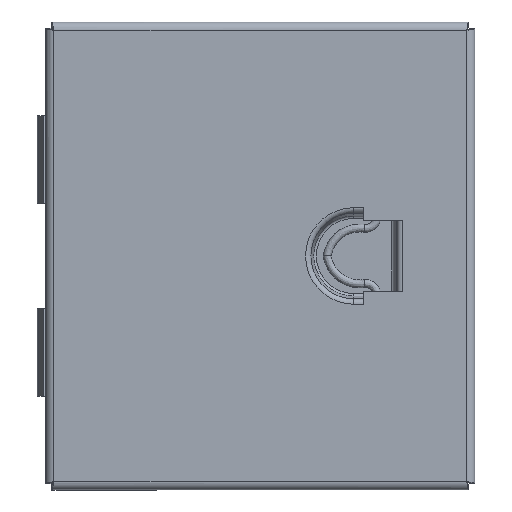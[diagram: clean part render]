
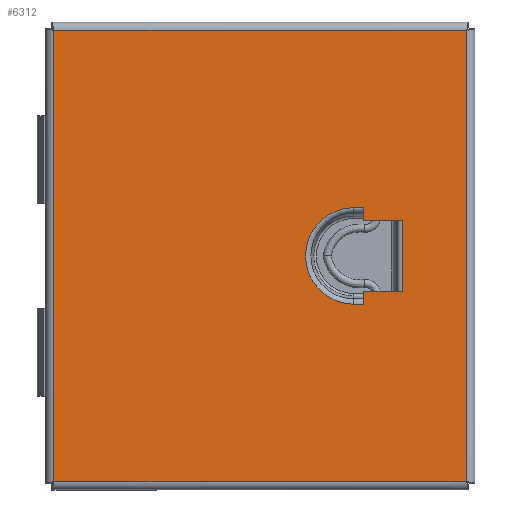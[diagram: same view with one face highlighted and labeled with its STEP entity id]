
A CAD part, top view. The second image highlights one B-rep face of the part: STEP entity #6312.
In plain terms, the highlighted planar face has unit normal (0, 0, 1).
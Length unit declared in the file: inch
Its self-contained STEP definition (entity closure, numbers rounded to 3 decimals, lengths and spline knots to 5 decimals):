
#123=FACE_BOUND($,#1150,.T.);
#124=FACE_BOUND($,#1151,.T.);
#360=PLANE($,#6807);
#1150=EDGE_LOOP($,(#5466,#5467,#5468,#5469,#5470,#5471,#5472,#5473));
#1151=EDGE_LOOP($,(#5474,#5475,#5476,#5477));
#1682=LINE($,#10184,#2283);
#1686=LINE($,#10195,#2287);
#1687=LINE($,#10204,#2288);
#1690=LINE($,#10210,#2291);
#1691=LINE($,#10212,#2292);
#1693=LINE($,#10216,#2294);
#1697=LINE($,#10222,#2298);
#1705=LINE($,#10249,#2306);
#1720=LINE($,#10348,#2321);
#1734=LINE($,#10446,#2335);
#1748=LINE($,#10543,#2349);
#2283=VECTOR($,#8219,0.8125);
#2287=VECTOR($,#8229,0.115);
#2288=VECTOR($,#8242,0.115);
#2291=VECTOR($,#8247,0.14171);
#2292=VECTOR($,#8250,0.43296);
#2294=VECTOR($,#8254,0.14171);
#2298=VECTOR($,#8260,0.43296);
#2306=VECTOR($,#8276,5.125);
#2321=VECTOR($,#8305,4.6875);
#2335=VECTOR($,#8333,5.125);
#2349=VECTOR($,#8361,4.6875);
#2496=CIRCLE($,#6769,0.54796);
#2916=VERTEX_POINT($,#10177);
#2919=VERTEX_POINT($,#10182);
#2922=VERTEX_POINT($,#10192);
#2923=VERTEX_POINT($,#10194);
#2924=VERTEX_POINT($,#10198);
#2925=VERTEX_POINT($,#10202);
#2927=VERTEX_POINT($,#10208);
#2928=VERTEX_POINT($,#10215);
#2936=VERTEX_POINT($,#10240);
#2937=VERTEX_POINT($,#10248);
#2946=VERTEX_POINT($,#10340);
#2955=VERTEX_POINT($,#10438);
#3663=EDGE_CURVE($,#2919,#2916,#1682,.T.);
#3668=EDGE_CURVE($,#2922,#2923,#1686,.T.);
#3671=EDGE_CURVE($,#2924,#2922,#2496,.T.);
#3673=EDGE_CURVE($,#2925,#2924,#1687,.T.);
#3676=EDGE_CURVE($,#2925,#2927,#1690,.T.);
#3677=EDGE_CURVE($,#2916,#2927,#1691,.T.);
#3679=EDGE_CURVE($,#2923,#2928,#1693,.T.);
#3683=EDGE_CURVE($,#2919,#2928,#1697,.T.);
#3692=EDGE_CURVE($,#2936,#2937,#1705,.T.);
#3711=EDGE_CURVE($,#2946,#2936,#1720,.T.);
#3729=EDGE_CURVE($,#2955,#2946,#1734,.T.);
#3747=EDGE_CURVE($,#2937,#2955,#1748,.T.);
#5466=ORIENTED_EDGE($,*,*,#3683,.T.);
#5467=ORIENTED_EDGE($,*,*,#3679,.F.);
#5468=ORIENTED_EDGE($,*,*,#3668,.F.);
#5469=ORIENTED_EDGE($,*,*,#3671,.F.);
#5470=ORIENTED_EDGE($,*,*,#3673,.F.);
#5471=ORIENTED_EDGE($,*,*,#3676,.T.);
#5472=ORIENTED_EDGE($,*,*,#3677,.F.);
#5473=ORIENTED_EDGE($,*,*,#3663,.F.);
#5474=ORIENTED_EDGE($,*,*,#3729,.F.);
#5475=ORIENTED_EDGE($,*,*,#3747,.F.);
#5476=ORIENTED_EDGE($,*,*,#3692,.F.);
#5477=ORIENTED_EDGE($,*,*,#3711,.F.);
#6312=ADVANCED_FACE($,(#123,#124),#360,.T.);
#6769=AXIS2_PLACEMENT_3D($,#10200,#8236,#8237);
#6807=AXIS2_PLACEMENT_3D($,#10628,#8385,#8386);
#8219=DIRECTION($,(0.,1.,0.));
#8229=DIRECTION($,(1.,0.,0.));
#8236=DIRECTION('center_axis',(0.,0.,1.));
#8237=DIRECTION('ref_axis',(-1.,0.,0.));
#8242=DIRECTION($,(-1.,0.,0.));
#8247=DIRECTION($,(0.,-1.,0.));
#8250=DIRECTION($,(-1.,0.,0.));
#8254=DIRECTION($,(0.,1.,0.));
#8260=DIRECTION($,(-1.,0.,0.));
#8276=DIRECTION($,(0.,1.,0.));
#8305=DIRECTION($,(-1.,0.,0.));
#8333=DIRECTION($,(0.,-1.,0.));
#8361=DIRECTION($,(1.,0.,0.));
#8385=DIRECTION('center_axis',(0.,0.,1.));
#8386=DIRECTION('ref_axis',(1.,0.,0.));
#10177=CARTESIAN_POINT('',(1.60996,0.40625,0.062));
#10182=CARTESIAN_POINT('',(1.60996,-0.40625,0.062));
#10184=CARTESIAN_POINT($,(1.60996,-0.25,0.062));
#10192=CARTESIAN_POINT('',(1.062,-0.54796,0.062));
#10194=CARTESIAN_POINT('',(1.177,-0.54796,0.062));
#10195=CARTESIAN_POINT($,(0.531,-0.54796,0.062));
#10198=CARTESIAN_POINT('',(1.062,0.54796,0.062));
#10200=CARTESIAN_POINT('Origin',(1.062,0.,0.062));
#10202=CARTESIAN_POINT('',(1.177,0.54796,0.062));
#10204=CARTESIAN_POINT($,(0.781,0.54796,0.062));
#10208=CARTESIAN_POINT('',(1.177,0.40625,0.062));
#10210=CARTESIAN_POINT($,(1.177,0.5,0.062));
#10212=CARTESIAN_POINT($,(0.781,0.40625,0.062));
#10215=CARTESIAN_POINT('',(1.177,-0.40625,0.062));
#10216=CARTESIAN_POINT($,(1.177,-0.25,0.062));
#10222=CARTESIAN_POINT($,(1.562,-0.40625,0.062));
#10240=CARTESIAN_POINT('',(-2.34375,-2.5625,0.062));
#10248=CARTESIAN_POINT('',(-2.34375,2.5625,0.062));
#10249=CARTESIAN_POINT($,(-2.34375,-2.5625,0.062));
#10340=CARTESIAN_POINT('',(2.34375,-2.5625,0.062));
#10348=CARTESIAN_POINT($,(2.34375,-2.5625,0.062));
#10438=CARTESIAN_POINT('',(2.34375,2.5625,0.062));
#10446=CARTESIAN_POINT($,(2.34375,2.5625,0.062));
#10543=CARTESIAN_POINT($,(-2.34375,2.5625,0.062));
#10628=CARTESIAN_POINT('Origin',(0.,0.,
0.062));
